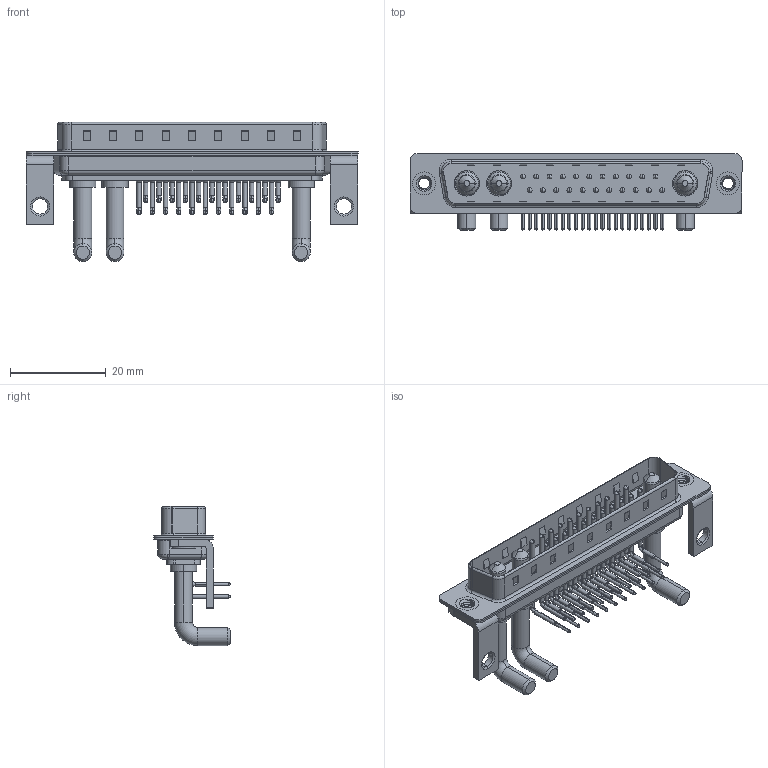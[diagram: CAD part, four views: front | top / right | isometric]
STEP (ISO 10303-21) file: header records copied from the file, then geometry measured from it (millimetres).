
FILE_DESCRIPTION (( 'STEP AP203' ), '1' );
FILE_NAME ('629-25W3650-4N4.STEP', '2022-05-16T11:02:11', ( '' ), ( '' ), 'SwSTEP 2.0', 'SolidWorks 2020', '' );
FILE_SCHEMA (( 'CONFIG_CONTROL_DESIGN' ));
Length unit declared in the file: millimetre
Products named in the file (9): 629Combo Threaded Rivet_3; 629Combo Housing_25W3; 629-25W3650-4N4; Power Pin_Ext 40A RA; 629Combo Contact Row 2; 629Combo Stabilizer Bracket; 629Combo Contact Row 1; 629Combo Shell Front_37 Contacts; 629Combo Shell Rear_37 Contacts
Assembly tree (32 placements, depth 2):
  629-25W3650-4N4
    629Combo Housing_25W3
    629Combo Shell Rear_37 Contacts
    629Combo Shell Front_37 Contacts
    629Combo Threaded Rivet_3  x2
    629Combo Stabilizer Bracket  x2
    Power Pin_Ext 40A RA  x3
    629Combo Contact Row 1  x11
    629Combo Contact Row 2  x11
Bounding box: 69.4 x 16.05 x 29.11 mm (x, y, z)
Volume: 5079.9 mm3; surface area: 11183.3 mm2
Topology: 35 solids, 35 shells, 3001 faces, 8281 edges, 5370 vertices
Faces by surface type: plane 1661, cylinder 1014, bspline 141, cone 123, torus 62
Entity records: 28636 total; most frequent: CARTESIAN_POINT 6039, DIRECTION 4581, ORIENTED_EDGE 4234, EDGE_CURVE 2117, AXIS2_PLACEMENT_3D 1658, VERTEX_POINT 1367, VECTOR 1265, LINE 1265
